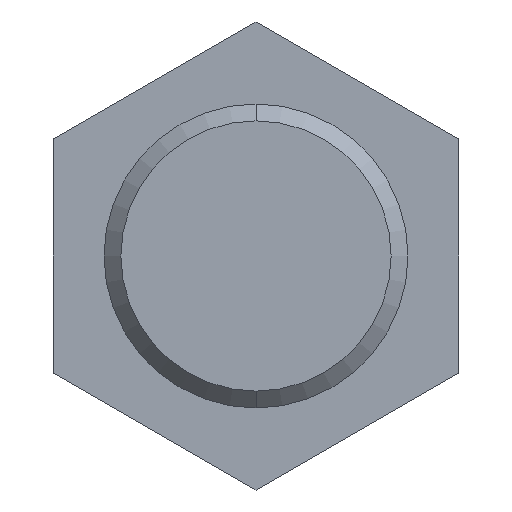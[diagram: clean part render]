
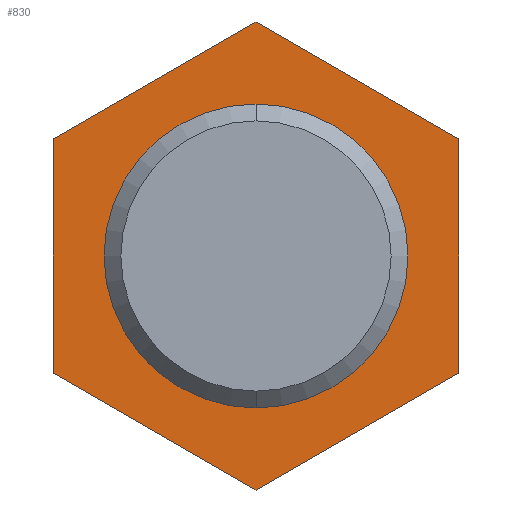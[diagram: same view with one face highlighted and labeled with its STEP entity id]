
A CAD part, front view. The second image highlights one B-rep face of the part: STEP entity #830.
In plain terms, the highlighted planar face has unit normal (0, -1, 0).
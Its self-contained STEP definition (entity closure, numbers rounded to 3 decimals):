
#102=CARTESIAN_POINT('',(0.,12.,0.));
#103=DIRECTION('',(0.,1.,0.));
#104=DIRECTION('',(0.,0.,-1.));
#105=AXIS2_PLACEMENT_3D('',#102,#103,#104);
#192=DIRECTION('',(0.866,0.,-0.5));
#193=VECTOR('',#192,13.856);
#194=CARTESIAN_POINT('',(0.,12.,13.856));
#195=LINE('',#194,#193);
#199=DIRECTION('',(0.,0.,-1.));
#200=VECTOR('',#199,13.856);
#201=CARTESIAN_POINT('',(12.,12.,6.928));
#202=LINE('',#201,#200);
#206=DIRECTION('',(-0.866,0.,-0.5));
#207=VECTOR('',#206,13.856);
#208=CARTESIAN_POINT('',(12.,12.,-6.928));
#209=LINE('',#208,#207);
#213=DIRECTION('',(-0.866,0.,0.5));
#214=VECTOR('',#213,13.856);
#215=CARTESIAN_POINT('',(0.,12.,-13.856));
#216=LINE('',#215,#214);
#220=DIRECTION('',(0.,0.,1.));
#221=VECTOR('',#220,13.856);
#222=CARTESIAN_POINT('',(-12.,12.,-6.928));
#223=LINE('',#222,#221);
#227=DIRECTION('',(0.866,0.,0.5));
#228=VECTOR('',#227,13.856);
#229=CARTESIAN_POINT('',(-12.,12.,6.928));
#230=LINE('',#229,#228);
#318=CARTESIAN_POINT('',(0.,12.,0.));
#319=DIRECTION('',(0.,1.,0.));
#320=DIRECTION('',(0.,0.,1.));
#321=AXIS2_PLACEMENT_3D('',#318,#319,#320);
#565=CARTESIAN_POINT('',(0.,12.,13.856));
#566=CARTESIAN_POINT('',(12.,12.,6.928));
#567=VERTEX_POINT('',#565);
#568=VERTEX_POINT('',#566);
#569=CARTESIAN_POINT('',(12.,12.,-6.928));
#570=VERTEX_POINT('',#569);
#571=CARTESIAN_POINT('',(0.,12.,-13.856));
#572=VERTEX_POINT('',#571);
#573=CARTESIAN_POINT('',(-12.,12.,-6.928));
#574=VERTEX_POINT('',#573);
#575=CARTESIAN_POINT('',(-12.,12.,6.928));
#576=VERTEX_POINT('',#575);
#589=CARTESIAN_POINT('',(0.,12.,9.));
#590=CARTESIAN_POINT('',(0.,12.,-9.));
#591=VERTEX_POINT('',#589);
#592=VERTEX_POINT('',#590);
#806=CARTESIAN_POINT('',(0.,12.,0.));
#807=DIRECTION('',(0.,1.,0.));
#808=DIRECTION('',(-1.,0.,0.));
#809=AXIS2_PLACEMENT_3D('',#806,#807,#808);
#810=PLANE('',#809);
#812=ORIENTED_EDGE('',*,*,#811,.T.);
#814=ORIENTED_EDGE('',*,*,#813,.T.);
#816=ORIENTED_EDGE('',*,*,#815,.T.);
#818=ORIENTED_EDGE('',*,*,#817,.T.);
#820=ORIENTED_EDGE('',*,*,#819,.T.);
#822=ORIENTED_EDGE('',*,*,#821,.T.);
#823=EDGE_LOOP('',(#812,#814,#816,#818,#820,#822));
#824=FACE_OUTER_BOUND('',#823,.F.);
#826=ORIENTED_EDGE('',*,*,#825,.F.);
#827=ORIENTED_EDGE('',*,*,#764,.F.);
#828=EDGE_LOOP('',(#826,#827));
#829=FACE_BOUND('',#828,.F.);
#830=ADVANCED_FACE('',(#824,#829),#810,.F.);
#106=CIRCLE('',#105,9.);
#322=CIRCLE('',#321,9.);
#764=EDGE_CURVE('',#592,#591,#106,.T.);
#811=EDGE_CURVE('',#567,#568,#195,.T.);
#813=EDGE_CURVE('',#568,#570,#202,.T.);
#815=EDGE_CURVE('',#570,#572,#209,.T.);
#817=EDGE_CURVE('',#572,#574,#216,.T.);
#819=EDGE_CURVE('',#574,#576,#223,.T.);
#821=EDGE_CURVE('',#576,#567,#230,.T.);
#825=EDGE_CURVE('',#591,#592,#322,.T.);
